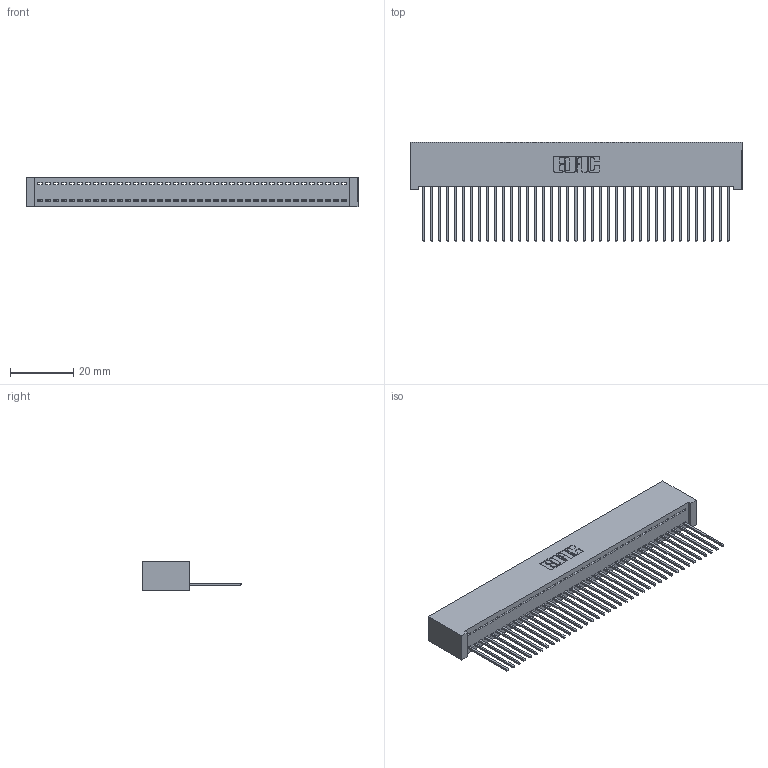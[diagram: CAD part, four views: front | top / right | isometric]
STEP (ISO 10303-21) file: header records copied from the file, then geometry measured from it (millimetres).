
FILE_DESCRIPTION (( 'STEP AP203' ), '1' );
FILE_NAME ('392-039-542-101.STEP', '2018-08-16T06:33:11', ( '' ), ( '' ), 'SwSTEP 2.0', 'SolidWorks 2016', '' );
FILE_SCHEMA (( 'CONFIG_CONTROL_DESIGN' ));
Length unit declared in the file: inch
Products named in the file (3): 342 Part_Lugless; 345-292-001_345-293-142; 392-039-542-101
Assembly tree (40 placements, depth 2):
  392-039-542-101
    342 Part_Lugless
    345-292-001_345-293-142  x39
Bounding box: 105.31 x 31.63 x 9.4 mm (x, y, z)
Volume: 9718.1 mm3; surface area: 15067.1 mm2
Topology: 40 solids, 40 shells, 2364 faces, 7139 edges, 4706 vertices
Faces by surface type: plane 1700, cylinder 664
Entity records: 23839 total; most frequent: CARTESIAN_POINT 4119, ORIENTED_EDGE 4094, DIRECTION 3473, EDGE_CURVE 2047, LINE 1927, VECTOR 1927, VERTEX_POINT 1362, AXIS2_PLACEMENT_3D 773
